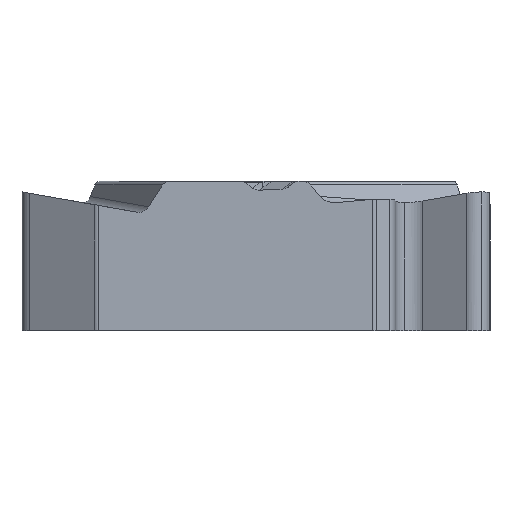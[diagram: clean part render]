
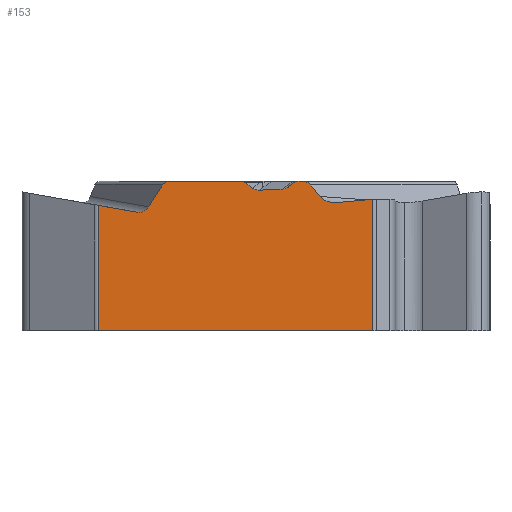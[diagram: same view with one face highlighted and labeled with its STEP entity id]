
A CAD part, left-side view. The second image highlights one B-rep face of the part: STEP entity #153.
In plain terms, the highlighted planar face has unit normal (-1, 0, 0).
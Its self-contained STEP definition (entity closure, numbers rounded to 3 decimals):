
#153=ADVANCED_FACE('',(#287),#249,.F.);
#249=PLANE('',#1855);
#287=FACE_OUTER_BOUND('',#377,.T.);
#377=EDGE_LOOP('',(#813,#814,#815,#816,#817,#818,#819,#820,#821,#822,#823,
#824,#825,#826,#827,#828,#829,#830,#831,#832));
#490=LINE('',#2992,#643);
#491=LINE('',#2994,#644);
#492=LINE('',#2996,#645);
#493=LINE('',#2998,#646);
#494=LINE('',#3000,#647);
#495=LINE('',#3004,#648);
#496=LINE('',#3008,#649);
#497=LINE('',#3012,#650);
#498=LINE('',#3028,#651);
#499=LINE('',#3044,#652);
#500=LINE('',#3048,#653);
#501=LINE('',#3052,#654);
#643=VECTOR('',#2040,1.);
#644=VECTOR('',#2041,1.);
#645=VECTOR('',#2042,1.);
#646=VECTOR('',#2043,1.);
#647=VECTOR('',#2044,1.);
#648=VECTOR('',#2047,1.);
#649=VECTOR('',#2050,1.);
#650=VECTOR('',#2053,1.);
#651=VECTOR('',#2054,1.);
#652=VECTOR('',#2055,1.);
#653=VECTOR('',#2058,1.);
#654=VECTOR('',#2061,1.);
#813=ORIENTED_EDGE('',*,*,#1503,.T.);
#814=ORIENTED_EDGE('',*,*,#1504,.F.);
#815=ORIENTED_EDGE('',*,*,#1505,.T.);
#816=ORIENTED_EDGE('',*,*,#1506,.F.);
#817=ORIENTED_EDGE('',*,*,#1507,.T.);
#818=ORIENTED_EDGE('',*,*,#1508,.F.);
#819=ORIENTED_EDGE('',*,*,#1509,.T.);
#820=ORIENTED_EDGE('',*,*,#1510,.F.);
#821=ORIENTED_EDGE('',*,*,#1511,.F.);
#822=ORIENTED_EDGE('',*,*,#1512,.F.);
#823=ORIENTED_EDGE('',*,*,#1513,.F.);
#824=ORIENTED_EDGE('',*,*,#1514,.F.);
#825=ORIENTED_EDGE('',*,*,#1515,.F.);
#826=ORIENTED_EDGE('',*,*,#1516,.F.);
#827=ORIENTED_EDGE('',*,*,#1517,.F.);
#828=ORIENTED_EDGE('',*,*,#1518,.F.);
#829=ORIENTED_EDGE('',*,*,#1519,.F.);
#830=ORIENTED_EDGE('',*,*,#1520,.F.);
#831=ORIENTED_EDGE('',*,*,#1521,.F.);
#832=ORIENTED_EDGE('',*,*,#1522,.F.);
#1333=VERTEX_POINT('',#2990);
#1334=VERTEX_POINT('',#2991);
#1335=VERTEX_POINT('',#2993);
#1336=VERTEX_POINT('',#2995);
#1337=VERTEX_POINT('',#2997);
#1338=VERTEX_POINT('',#2999);
#1339=VERTEX_POINT('',#3001);
#1340=VERTEX_POINT('',#3003);
#1341=VERTEX_POINT('',#3005);
#1342=VERTEX_POINT('',#3007);
#1343=VERTEX_POINT('',#3009);
#1344=VERTEX_POINT('',#3011);
#1345=VERTEX_POINT('',#3013);
#1346=VERTEX_POINT('',#3027);
#1347=VERTEX_POINT('',#3029);
#1348=VERTEX_POINT('',#3043);
#1349=VERTEX_POINT('',#3045);
#1350=VERTEX_POINT('',#3047);
#1351=VERTEX_POINT('',#3049);
#1352=VERTEX_POINT('',#3051);
#1503=EDGE_CURVE('',#1333,#1334,#1749,.T.);
#1504=EDGE_CURVE('',#1335,#1334,#490,.T.);
#1505=EDGE_CURVE('',#1335,#1336,#491,.T.);
#1506=EDGE_CURVE('',#1337,#1336,#492,.T.);
#1507=EDGE_CURVE('',#1337,#1338,#493,.T.);
#1508=EDGE_CURVE('',#1339,#1338,#494,.T.);
#1509=EDGE_CURVE('',#1339,#1340,#1750,.T.);
#1510=EDGE_CURVE('',#1341,#1340,#495,.T.);
#1511=EDGE_CURVE('',#1342,#1341,#1751,.T.);
#1512=EDGE_CURVE('',#1343,#1342,#496,.T.);
#1513=EDGE_CURVE('',#1344,#1343,#1752,.T.);
#1514=EDGE_CURVE('',#1345,#1344,#497,.T.);
#1515=EDGE_CURVE('',#1346,#1345,#1792,.T.);
#1516=EDGE_CURVE('',#1347,#1346,#498,.T.);
#1517=EDGE_CURVE('',#1348,#1347,#1793,.T.);
#1518=EDGE_CURVE('',#1349,#1348,#499,.T.);
#1519=EDGE_CURVE('',#1350,#1349,#1753,.T.);
#1520=EDGE_CURVE('',#1351,#1350,#500,.T.);
#1521=EDGE_CURVE('',#1352,#1351,#1754,.T.);
#1522=EDGE_CURVE('',#1333,#1352,#501,.T.);
#1749=ELLIPSE('',#1849,0.344,0.33);
#1750=ELLIPSE('',#1850,0.457,0.33);
#1751=ELLIPSE('',#1851,0.276,0.205);
#1752=ELLIPSE('',#1852,0.15,0.15);
#1753=ELLIPSE('',#1853,0.167,0.15);
#1754=ELLIPSE('',#1854,0.216,0.205);
#1792=B_SPLINE_CURVE_WITH_KNOTS('',3,(#3014,#3015,#3016,#3017,#3018,#3019,
#3020,#3021,#3022,#3023,#3024,#3025,#3026),.UNSPECIFIED.,.F.,.F.,(4,3,3,
3,4),(0.,0.249,0.498,0.746,1.),
 .UNSPECIFIED.);
#1793=B_SPLINE_CURVE_WITH_KNOTS('',3,(#3030,#3031,#3032,#3033,#3034,#3035,
#3036,#3037,#3038,#3039,#3040,#3041,#3042),.UNSPECIFIED.,.F.,.F.,(4,3,3,
3,4),(0.,0.234,0.468,0.701,1.),
 .UNSPECIFIED.);
#1849=AXIS2_PLACEMENT_3D('',#2989,#2038,#2039);
#1850=AXIS2_PLACEMENT_3D('',#3002,#2045,#2046);
#1851=AXIS2_PLACEMENT_3D('',#3006,#2048,#2049);
#1852=AXIS2_PLACEMENT_3D('',#3010,#2051,#2052);
#1853=AXIS2_PLACEMENT_3D('',#3046,#2056,#2057);
#1854=AXIS2_PLACEMENT_3D('',#3050,#2059,#2060);
#1855=AXIS2_PLACEMENT_3D('',#3053,#2062,#2063);
#2038=DIRECTION('',(1.,0.,0.));
#2039=DIRECTION('',(0.,0.985,0.174));
#2040=DIRECTION('',(0.,-0.985,-0.174));
#2041=DIRECTION('',(0.,0.,-1.));
#2042=DIRECTION('',(0.,1.,0.));
#2043=DIRECTION('',(0.,0.,1.));
#2044=DIRECTION('',(0.,-0.996,0.088));
#2045=DIRECTION('',(1.,0.,0.));
#2046=DIRECTION('',(0.,0.997,0.072));
#2047=DIRECTION('',(0.,-0.624,-0.781));
#2048=DIRECTION('',(1.,0.,0.));
#2049=DIRECTION('',(0.,1.,0.));
#2050=DIRECTION('',(0.,-1.,0.));
#2051=DIRECTION('',(1.,0.,0.));
#2052=DIRECTION('',(0.,-1.,0.));
#2053=DIRECTION('',(0.,-0.759,0.651));
#2054=DIRECTION('',(0.,-0.999,0.043));
#2055=DIRECTION('',(0.,-0.792,-0.611));
#2056=DIRECTION('',(1.,0.,0.));
#2057=DIRECTION('',(0.,1.,0.));
#2058=DIRECTION('',(0.,-1.,0.));
#2059=DIRECTION('',(1.,0.,0.));
#2060=DIRECTION('',(0.,1.,0.));
#2061=DIRECTION('',(0.,-0.53,0.848));
#2062=DIRECTION('',(1.,0.,0.));
#2063=DIRECTION('',(0.,0.,-1.));
#2989=CARTESIAN_POINT('',(-4.763,3.565,-0.253));
#2990=CARTESIAN_POINT('',(-4.763,3.269,-0.426));
#2991=CARTESIAN_POINT('',(-4.763,3.622,-0.578));
#2992=CARTESIAN_POINT('',(-4.763,-2.869,-1.723));
#2993=CARTESIAN_POINT('',(-4.763,4.712,-0.386));
#2994=CARTESIAN_POINT('',(-4.763,4.712,-5.47));
#2995=CARTESIAN_POINT('',(-4.763,4.712,-3.97));
#2996=CARTESIAN_POINT('',(-4.763,-3.173,-3.97));
#2997=CARTESIAN_POINT('',(-4.763,-3.148,-3.97));
#2998=CARTESIAN_POINT('',(-4.763,-3.148,3.3));
#2999=CARTESIAN_POINT('',(-4.763,-3.148,-0.212));
#3000=CARTESIAN_POINT('',(-4.763,3.106,-0.763));
#3001=CARTESIAN_POINT('',(-4.763,-2.109,-0.304));
#3002=CARTESIAN_POINT('',(-4.763,-2.032,0.025));
#3003=CARTESIAN_POINT('',(-4.763,-1.64,-0.131));
#3004=CARTESIAN_POINT('',(-4.763,0.299,2.296));
#3005=CARTESIAN_POINT('',(-4.763,-1.376,0.2));
#3006=CARTESIAN_POINT('',(-4.763,-1.139,0.095));
#3007=CARTESIAN_POINT('',(-4.763,-1.139,0.3));
#3008=CARTESIAN_POINT('',(-4.763,3.173,0.3));
#3009=CARTESIAN_POINT('',(-4.763,-0.971,0.3));
#3010=CARTESIAN_POINT('',(-4.763,-0.971,0.15));
#3011=CARTESIAN_POINT('',(-4.763,-0.873,0.264));
#3012=CARTESIAN_POINT('',(-4.763,1.59,-1.847));
#3013=CARTESIAN_POINT('',(-4.763,-0.748,0.157));
#3014=CARTESIAN_POINT('',(-4.763,-0.55,0.078));
#3015=CARTESIAN_POINT('',(-4.763,-0.568,0.079));
#3016=CARTESIAN_POINT('',(-4.763,-0.586,0.082));
#3017=CARTESIAN_POINT('',(-4.763,-0.603,0.085));
#3018=CARTESIAN_POINT('',(-4.763,-0.621,0.089));
#3019=CARTESIAN_POINT('',(-4.763,-0.638,0.094));
#3020=CARTESIAN_POINT('',(-4.763,-0.655,0.101));
#3021=CARTESIAN_POINT('',(-4.763,-0.672,0.108));
#3022=CARTESIAN_POINT('',(-4.763,-0.688,0.116));
#3023=CARTESIAN_POINT('',(-4.763,-0.703,0.125));
#3024=CARTESIAN_POINT('',(-4.763,-0.719,0.134));
#3025=CARTESIAN_POINT('',(-4.763,-0.734,0.145));
#3026=CARTESIAN_POINT('',(-4.763,-0.748,0.157));
#3027=CARTESIAN_POINT('',(-4.763,-0.55,0.078));
#3028=CARTESIAN_POINT('',(-4.763,-3.165,0.19));
#3029=CARTESIAN_POINT('',(-4.763,0.098,0.051));
#3030=CARTESIAN_POINT('',(-4.763,0.297,0.113));
#3031=CARTESIAN_POINT('',(-4.763,0.284,0.102));
#3032=CARTESIAN_POINT('',(-4.763,0.269,0.093));
#3033=CARTESIAN_POINT('',(-4.763,0.255,0.086));
#3034=CARTESIAN_POINT('',(-4.763,0.24,0.078));
#3035=CARTESIAN_POINT('',(-4.763,0.225,0.071));
#3036=CARTESIAN_POINT('',(-4.763,0.209,0.066));
#3037=CARTESIAN_POINT('',(-4.763,0.194,0.061));
#3038=CARTESIAN_POINT('',(-4.763,0.177,0.057));
#3039=CARTESIAN_POINT('',(-4.763,0.161,0.054));
#3040=CARTESIAN_POINT('',(-4.763,0.14,0.051));
#3041=CARTESIAN_POINT('',(-4.763,0.119,0.05));
#3042=CARTESIAN_POINT('',(-4.763,0.098,0.051));
#3043=CARTESIAN_POINT('',(-4.763,0.297,0.113));
#3044=CARTESIAN_POINT('',(-4.763,-1.933,-1.607));
#3045=CARTESIAN_POINT('',(-4.763,0.493,0.264));
#3046=CARTESIAN_POINT('',(-4.763,0.601,0.15));
#3047=CARTESIAN_POINT('',(-4.763,0.601,0.3));
#3048=CARTESIAN_POINT('',(-4.763,-3.173,0.3));
#3049=CARTESIAN_POINT('',(-4.763,2.693,0.3));
#3050=CARTESIAN_POINT('',(-4.763,2.693,0.095));
#3051=CARTESIAN_POINT('',(-4.763,2.879,0.2));
#3052=CARTESIAN_POINT('',(-4.763,1.271,2.775));
#3053=CARTESIAN_POINT('',(-4.763,-3.173,0.));
